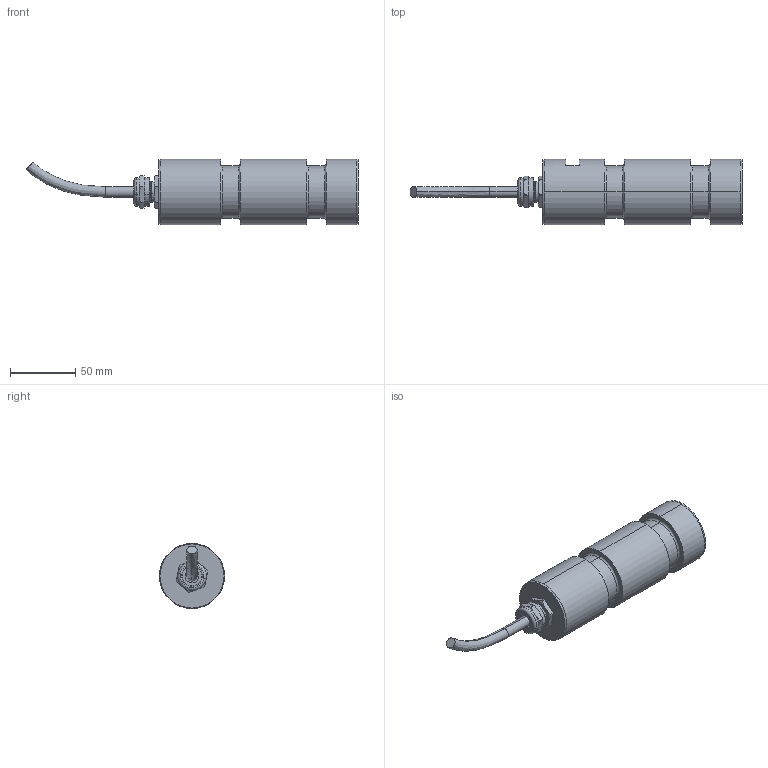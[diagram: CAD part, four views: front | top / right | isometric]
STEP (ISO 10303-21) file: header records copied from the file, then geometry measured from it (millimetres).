
FILE_DESCRIPTION (( 'STEP AP214' ), '1' );
FILE_NAME ('ALP-5 29AUG23.STEP', '2023-08-29T04:19:56', ( '' ), ( '' ), 'SwSTEP 2.0', 'SolidWorks 2014', '' );
FILE_SCHEMA (( 'AUTOMOTIVE_DESIGN' ));
Length unit declared in the file: inch
Products named in the file (4): CONN-A005411; MMACH009517; ALP-5 29AUG23; Copy of cable^ALP-5
Assembly tree (3 placements, depth 2):
  ALP-5 29AUG23
    MMACH009517
    CONN-A005411
    Copy of cable^ALP-5
Bounding box: 255 x 50 x 50 mm (x, y, z)
Volume: 289378.3 mm3; surface area: 36822.3 mm2
Topology: 4 solids, 4 shells, 152 faces, 324 edges, 190 vertices
Faces by surface type: cone 64, cylinder 38, plane 32, torus 16, bspline 2
Entity records: 4661 total; most frequent: CARTESIAN_POINT 984, DIRECTION 778, ORIENTED_EDGE 648, AXIS2_PLACEMENT_3D 336, EDGE_CURVE 324, VERTEX_POINT 190, CIRCLE 180, EDGE_LOOP 166
